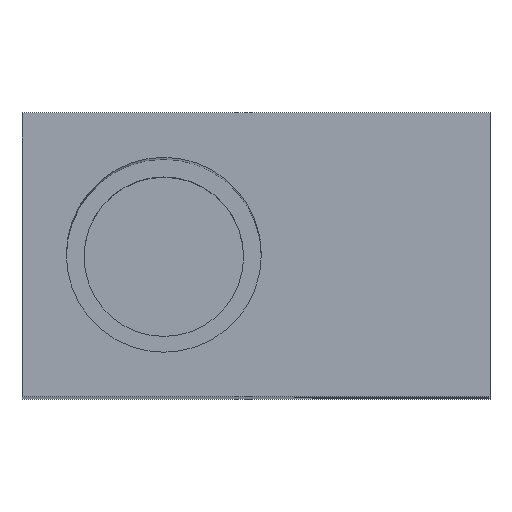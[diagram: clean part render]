
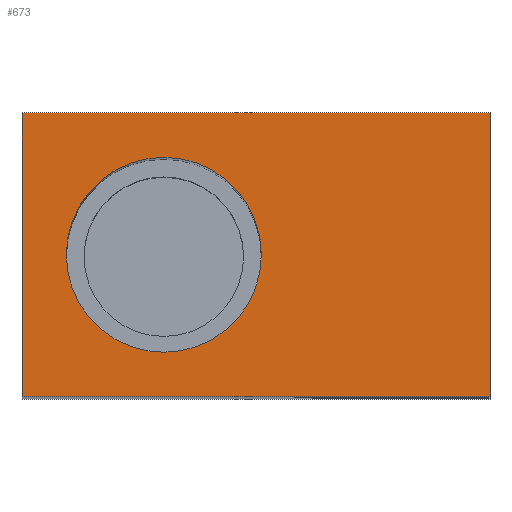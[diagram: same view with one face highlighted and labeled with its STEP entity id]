
A CAD part, top view. The second image highlights one B-rep face of the part: STEP entity #673.
In plain terms, the highlighted planar face has unit normal (0, 0, 1).
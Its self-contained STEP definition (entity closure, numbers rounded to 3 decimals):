
#5 = DIRECTION ( 'NONE',  ( 0., 0., -1. ) ) ;
#17 = EDGE_LOOP ( 'NONE', ( #460, #1446, #209, #1584 ) ) ;
#34 = CARTESIAN_POINT ( 'NONE',  ( 13.2, 8., 0. ) ) ;
#83 = AXIS2_PLACEMENT_3D ( 'NONE', #1540, #957, #940 ) ;
#85 = VERTEX_POINT ( 'NONE', #413 ) ;
#125 = ORIENTED_EDGE ( 'NONE', *, *, #1576, .T. ) ;
#151 = LINE ( 'NONE', #34, #325 ) ;
#167 = VERTEX_POINT ( 'NONE', #836 ) ;
#200 = CARTESIAN_POINT ( 'NONE',  ( 1.25, 4., 0. ) ) ;
#202 = VERTEX_POINT ( 'NONE', #200 ) ;
#209 = ORIENTED_EDGE ( 'NONE', *, *, #1243, .T. ) ;
#258 = CARTESIAN_POINT ( 'NONE',  ( 0., 8., 0. ) ) ;
#259 = DIRECTION ( 'NONE',  ( -1., 0., 0. ) ) ;
#289 = CARTESIAN_POINT ( 'NONE',  ( 4., 4., 0. ) ) ;
#291 = DIRECTION ( 'NONE',  ( 0., -1., 0. ) ) ;
#325 = VECTOR ( 'NONE', #517, 1000. ) ;
#358 = VERTEX_POINT ( 'NONE', #1536 ) ;
#391 = VERTEX_POINT ( 'NONE', #918 ) ;
#413 = CARTESIAN_POINT ( 'NONE',  ( 13.2, 0., 0. ) ) ;
#450 = EDGE_LOOP ( 'NONE', ( #989, #125 ) ) ;
#460 = ORIENTED_EDGE ( 'NONE', *, *, #538, .F. ) ;
#509 = VECTOR ( 'NONE', #1060, 1000. ) ;
#517 = DIRECTION ( 'NONE',  ( 0., -1., 0. ) ) ;
#535 = LINE ( 'NONE', #258, #739 ) ;
#538 = EDGE_CURVE ( 'NONE', #85, #358, #1484, .T. ) ;
#601 = EDGE_CURVE ( 'NONE', #167, #358, #535, .T. ) ;
#673 = ADVANCED_FACE ( 'NONE', ( #1281, #1152 ), #1032, .T. ) ;
#732 = CARTESIAN_POINT ( 'NONE',  ( 13.2, 0., 0. ) ) ;
#739 = VECTOR ( 'NONE', #291, 1000. ) ;
#836 = CARTESIAN_POINT ( 'NONE',  ( 0., 8., 0. ) ) ;
#848 = AXIS2_PLACEMENT_3D ( 'NONE', #1612, #962, #259 ) ;
#877 = CARTESIAN_POINT ( 'NONE',  ( 6.75, 4., 0. ) ) ;
#882 = DIRECTION ( 'NONE',  ( -1., 0., 0. ) ) ;
#894 = CIRCLE ( 'NONE', #848, 2.75 ) ;
#918 = CARTESIAN_POINT ( 'NONE',  ( 13.2, 8., 0. ) ) ;
#940 = DIRECTION ( 'NONE',  ( 1., 0., 0. ) ) ;
#957 = DIRECTION ( 'NONE',  ( 0., 0., 1. ) ) ;
#962 = DIRECTION ( 'NONE',  ( 0., 0., -1. ) ) ;
#989 = ORIENTED_EDGE ( 'NONE', *, *, #1016, .T. ) ;
#1016 = EDGE_CURVE ( 'NONE', #1478, #202, #894, .T. ) ;
#1032 = PLANE ( 'NONE',  #83 ) ;
#1060 = DIRECTION ( 'NONE',  ( -1., 0., 0. ) ) ;
#1091 = CARTESIAN_POINT ( 'NONE',  ( 13.2, 8., 0. ) ) ;
#1152 = FACE_BOUND ( 'NONE', #450, .T. ) ;
#1218 = LINE ( 'NONE', #1091, #509 ) ;
#1232 = DIRECTION ( 'NONE',  ( -1., 0., 0. ) ) ;
#1243 = EDGE_CURVE ( 'NONE', #391, #167, #1218, .T. ) ;
#1267 = CIRCLE ( 'NONE', #1617, 2.75 ) ;
#1281 = FACE_OUTER_BOUND ( 'NONE', #17, .T. ) ;
#1419 = VECTOR ( 'NONE', #1232, 1000. ) ;
#1446 = ORIENTED_EDGE ( 'NONE', *, *, #1606, .F. ) ;
#1478 = VERTEX_POINT ( 'NONE', #877 ) ;
#1484 = LINE ( 'NONE', #732, #1419 ) ;
#1536 = CARTESIAN_POINT ( 'NONE',  ( 0., 0., 0. ) ) ;
#1540 = CARTESIAN_POINT ( 'NONE',  ( 13.2, 8., 0. ) ) ;
#1576 = EDGE_CURVE ( 'NONE', #202, #1478, #1267, .T. ) ;
#1584 = ORIENTED_EDGE ( 'NONE', *, *, #601, .T. ) ;
#1606 = EDGE_CURVE ( 'NONE', #391, #85, #151, .T. ) ;
#1612 = CARTESIAN_POINT ( 'NONE',  ( 4., 4., 0. ) ) ;
#1617 = AXIS2_PLACEMENT_3D ( 'NONE', #289, #5, #882 ) ;
